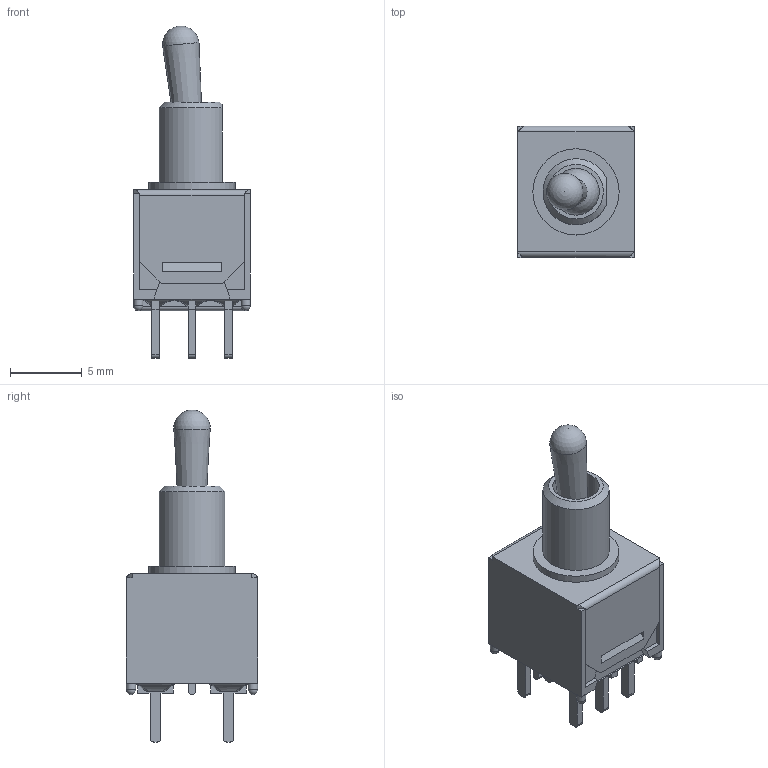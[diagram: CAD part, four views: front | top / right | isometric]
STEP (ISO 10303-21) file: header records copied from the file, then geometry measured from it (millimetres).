
FILE_DESCRIPTION(/* description */ (' '),/* implementation_level */ '2;1');
FILE_NAME(/* name */ '200MDPxT2B2M2xE.stp',/* time_stamp */ '2023-09-25T13:13:03-05:00',/* author */ ('mwilliams'),/* organization */ (' '),/* preprocessor_version */ 'ST-DEVELOPER v18.1',/* originating_system */ 'Autodesk Inventor 2022',/* authorisation */ ' ');
FILE_SCHEMA (('AUTOMOTIVE_DESIGN { 1 0 10303 214 3 1 1 }'));
Length unit declared in the file: inch
Products named in the file (1): Part126
Bounding box: 8.13 x 9.14 x 23.1 mm (x, y, z)
Volume: 354 mm3; surface area: 1189 mm2
Topology: 1 solids, 2 shells, 224 faces, 635 edges, 413 vertices
Faces by surface type: plane 166, cylinder 34, bspline 16, sphere 6, cone 2
Full cylindrical faces by diameter (mm): 0.65 x4, 3.25 x1, 6 x1
Entity records: 7992 total; most frequent: CARTESIAN_POINT 2174, ORIENTED_EDGE 1260, DIRECTION 1125, EDGE_CURVE 630, LINE 463, VECTOR 463, VERTEX_POINT 413, AXIS2_PLACEMENT_3D 331
